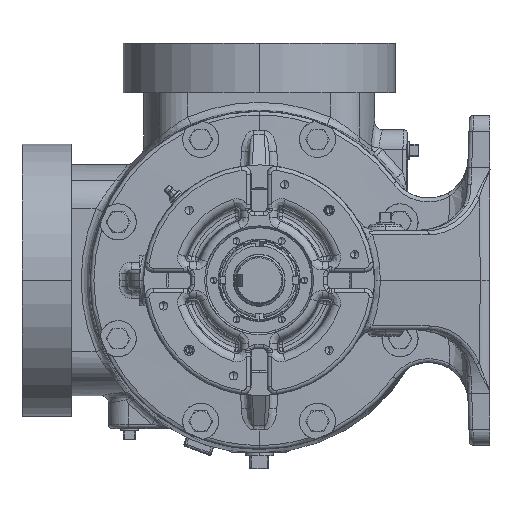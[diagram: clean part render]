
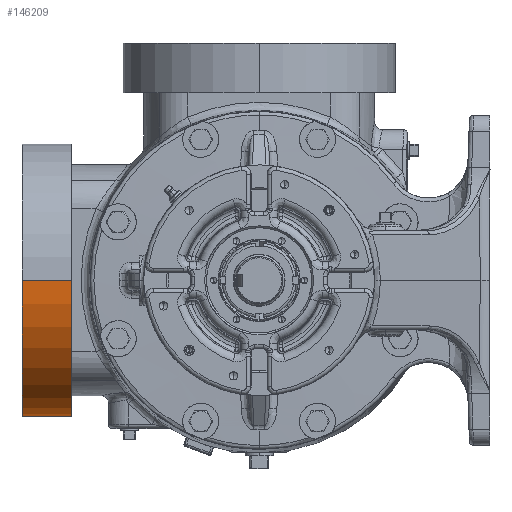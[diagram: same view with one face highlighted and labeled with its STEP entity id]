
A CAD part, left-side view. The second image highlights one B-rep face of the part: STEP entity #146209.
In plain terms, the highlighted cylindrical face has radius 104.775 mm (diameter 209.55 mm), a partial arc.
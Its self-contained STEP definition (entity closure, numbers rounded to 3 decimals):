
#1610 = CARTESIAN_POINT ( 'NONE',  ( -19.812, 129.389, 0. ) ) ;
#5656 = VERTEX_POINT ( 'NONE', #73575 ) ;
#8079 = LINE ( 'NONE', #133046, #36985 ) ;
#16488 = EDGE_LOOP ( 'NONE', ( #146996, #50120, #37780, #38630 ) ) ;
#20921 = AXIS2_PLACEMENT_3D ( 'NONE', #86246, #56538, #181521 ) ;
#36985 = VECTOR ( 'NONE', #165813, 1000. ) ;
#37780 = ORIENTED_EDGE ( 'NONE', *, *, #163806, .F. ) ;
#38630 = ORIENTED_EDGE ( 'NONE', *, *, #197742, .F. ) ;
#40131 = CYLINDRICAL_SURFACE ( 'NONE', #20921, 104.775 ) ;
#50120 = ORIENTED_EDGE ( 'NONE', *, *, #121921, .T. ) ;
#51423 = VERTEX_POINT ( 'NONE', #52750 ) ;
#52750 = CARTESIAN_POINT ( 'NONE',  ( 189.738, 182.563, 0. ) ) ;
#54392 = DIRECTION ( 'NONE',  ( -1., 0., 0. ) ) ;
#56538 = DIRECTION ( 'NONE',  ( 0., -1., 0. ) ) ;
#66772 = DIRECTION ( 'NONE',  ( 0., -1., 0. ) ) ;
#73575 = CARTESIAN_POINT ( 'NONE',  ( -19.812, 144.463, 0. ) ) ;
#81374 = VERTEX_POINT ( 'NONE', #103930 ) ;
#84983 = VERTEX_POINT ( 'NONE', #110932 ) ;
#86246 = CARTESIAN_POINT ( 'NONE',  ( 84.963, 129.389, 0. ) ) ;
#94801 = LINE ( 'NONE', #1610, #196405 ) ;
#102493 = DIRECTION ( 'NONE',  ( 0., -1., 0. ) ) ;
#103930 = CARTESIAN_POINT ( 'NONE',  ( -19.812, 182.563, 0. ) ) ;
#105278 = AXIS2_PLACEMENT_3D ( 'NONE', #146623, #102493, #54392 ) ;
#110932 = CARTESIAN_POINT ( 'NONE',  ( 189.738, 144.463, 0. ) ) ;
#112880 = DIRECTION ( 'NONE',  ( -1., 0., 0. ) ) ;
#113886 = CARTESIAN_POINT ( 'NONE',  ( 84.963, 144.463, 0. ) ) ;
#120871 = EDGE_CURVE ( 'NONE', #81374, #51423, #144685, .T. ) ;
#121921 = EDGE_CURVE ( 'NONE', #51423, #84983, #8079, .T. ) ;
#124292 = AXIS2_PLACEMENT_3D ( 'NONE', #113886, #66772, #112880 ) ;
#125551 = DIRECTION ( 'NONE',  ( 0., -1., 0. ) ) ;
#133046 = CARTESIAN_POINT ( 'NONE',  ( 189.738, 129.389, 0. ) ) ;
#144685 = CIRCLE ( 'NONE', #105278, 104.775 ) ;
#146209 = ADVANCED_FACE ( 'Defeatured_0_1008', ( #165144 ), #40131, .T. ) ;
#146623 = CARTESIAN_POINT ( 'NONE',  ( 84.963, 182.563, 0. ) ) ;
#146996 = ORIENTED_EDGE ( 'NONE', *, *, #120871, .T. ) ;
#163806 = EDGE_CURVE ( 'NONE', #5656, #84983, #170226, .T. ) ;
#165144 = FACE_OUTER_BOUND ( 'NONE', #16488, .T. ) ;
#165813 = DIRECTION ( 'NONE',  ( 0., -1., 0. ) ) ;
#170226 = CIRCLE ( 'NONE', #124292, 104.775 ) ;
#181521 = DIRECTION ( 'NONE',  ( -1., 0., 0. ) ) ;
#196405 = VECTOR ( 'NONE', #125551, 1000. ) ;
#197742 = EDGE_CURVE ( 'NONE', #81374, #5656, #94801, .T. ) ;
